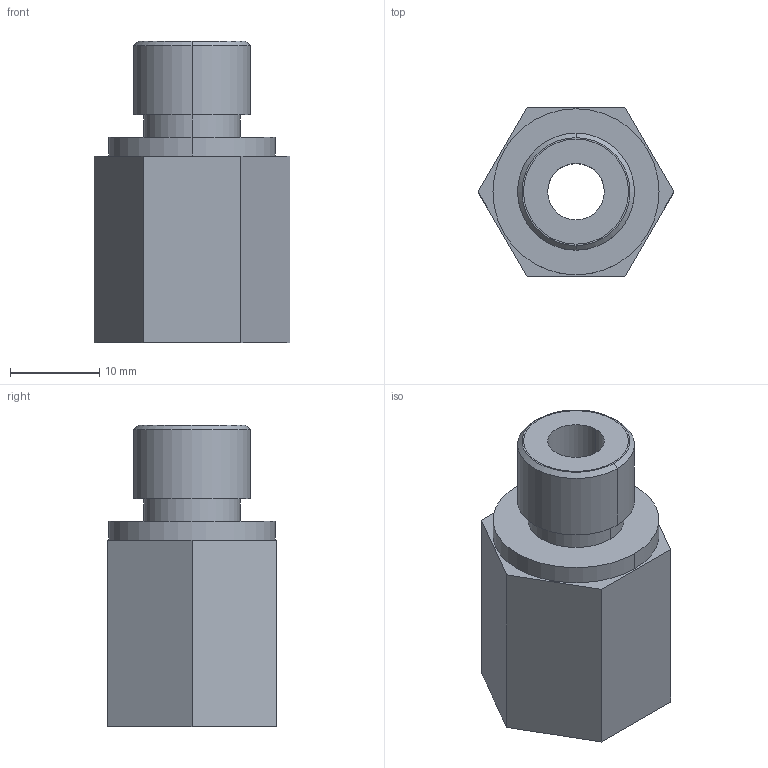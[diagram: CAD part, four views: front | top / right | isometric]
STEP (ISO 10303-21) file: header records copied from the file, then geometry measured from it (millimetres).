
FILE_DESCRIPTION((''),'2;1');
FILE_NAME('ILC30809846','2022-06-24T10:52:49',('rkuestersteffen'),(''),'CREO PARAMETRIC BY PTC INC, 2021164','CREO PARAMETRIC BY PTC INC, 2021164','');
FILE_SCHEMA(('AUTOMOTIVE_DESIGN { 1 0 10303 214 1 1 1 1 }'));
Length unit declared in the file: inch
Products named in the file (1): ILC30809846
Bounding box: 22 x 19.05 x 33.88 mm (x, y, z)
Volume: 7177.9 mm3; surface area: 3916.9 mm2
Topology: 1 solids, 3 shells, 30 faces, 68 edges, 44 vertices
Faces by surface type: cylinder 14, plane 12, cone 4
Entity records: 1273 total; most frequent: CARTESIAN_POINT 193, DIRECTION 180, ORIENTED_EDGE 128, PRESENTATION_STYLE_ASSIGNMENT 73, STYLED_ITEM 73, CURVE_STYLE 70, AXIS2_PLACEMENT_3D 70, EDGE_CURVE 68
